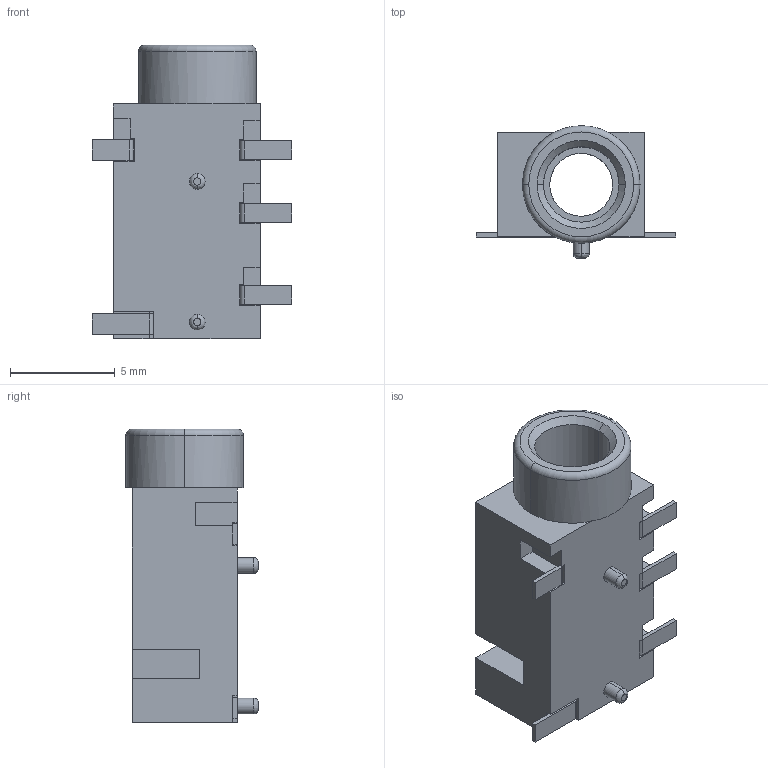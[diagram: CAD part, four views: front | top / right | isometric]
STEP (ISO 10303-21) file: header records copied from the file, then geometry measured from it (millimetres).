
FILE_DESCRIPTION((''),'2;1');
FILE_NAME('PJ-327E-SMT','2021-12-07T',('髲赽'),(''),'PRO/ENGINEER BY PARAMETRIC TECHNOLOGY CORPORATION, 2010280','PRO/ENGINEER BY PARAMETRIC TECHNOLOGY CORPORATION, 2010280','');
FILE_SCHEMA(('CONFIG_CONTROL_DESIGN'));
Length unit declared in the file: millimetre
Products named in the file (1): PJ-327E-SMT
Bounding box: 9.5 x 6.3 x 14 mm (x, y, z)
Volume: 314.1 mm3; surface area: 629.3 mm2
Topology: 5 solids, 5 shells, 169 faces, 432 edges, 284 vertices
Faces by surface type: plane 140, cylinder 21, bspline 4, torus 2, cone 2
Entity records: 5178 total; most frequent: CARTESIAN_POINT 993, ORIENTED_EDGE 864, DIRECTION 824, EDGE_CURVE 432, VECTOR 370, LINE 370, VERTEX_POINT 284, AXIS2_PLACEMENT_3D 227
